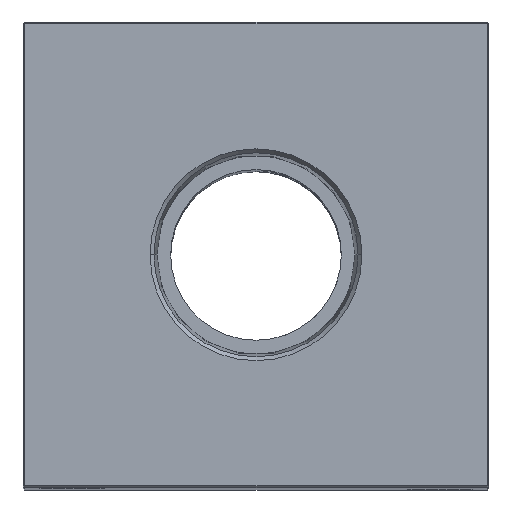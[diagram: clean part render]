
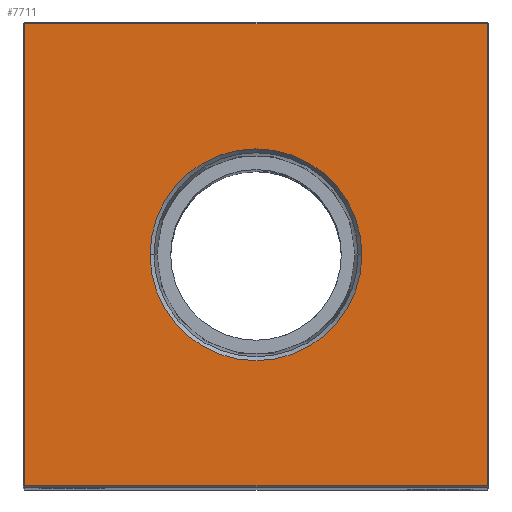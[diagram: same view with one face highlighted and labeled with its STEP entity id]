
A CAD part, top view. The second image highlights one B-rep face of the part: STEP entity #7711.
In plain terms, the highlighted planar face has unit normal (0, 0, 1).
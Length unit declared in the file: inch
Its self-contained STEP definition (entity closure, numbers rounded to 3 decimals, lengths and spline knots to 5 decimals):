
#1537 = VECTOR ( 'NONE', #32451, 39.37008 ) ;
#2116 = CARTESIAN_POINT ( 'NONE',  ( -1.49, 1.49, 9.25 ) ) ;
#2522 = CARTESIAN_POINT ( 'NONE',  ( 1.49, 0., 9.25 ) ) ;
#2790 = CARTESIAN_POINT ( 'NONE',  ( -0.68248, 0., 9.25 ) ) ;
#2851 = VERTEX_POINT ( 'NONE', #2790 ) ;
#3362 = DIRECTION ( 'NONE',  ( -1., 0., 0. ) ) ;
#3720 = CARTESIAN_POINT ( 'NONE',  ( 0.68248, 0., 9.25 ) ) ;
#4170 = VERTEX_POINT ( 'NONE', #2116 ) ;
#4226 = VERTEX_POINT ( 'NONE', #20543 ) ;
#4625 = DIRECTION ( 'NONE',  ( 0., 0., 1. ) ) ;
#5681 = ORIENTED_EDGE ( 'NONE', *, *, #23604, .F. ) ;
#7414 = DIRECTION ( 'NONE',  ( 1., 0., 0. ) ) ;
#7711 = ADVANCED_FACE ( 'NONE', ( #22651, #32675 ), #9737, .F. ) ;
#8214 = VERTEX_POINT ( 'NONE', #3720 ) ;
#8272 = VERTEX_POINT ( 'NONE', #27402 ) ;
#8399 = ORIENTED_EDGE ( 'NONE', *, *, #28255, .F. ) ;
#9337 = DIRECTION ( 'NONE',  ( 1., 0., 0. ) ) ;
#9670 = CIRCLE ( 'NONE', #28545, 0.68248 ) ;
#9737 = PLANE ( 'NONE',  #15911 ) ;
#10392 = ORIENTED_EDGE ( 'NONE', *, *, #27842, .T. ) ;
#12048 = LINE ( 'NONE', #22411, #1537 ) ;
#12599 = CARTESIAN_POINT ( 'NONE',  ( 0., 0., 9.25 ) ) ;
#12845 = DIRECTION ( 'NONE',  ( 0., 1., 0. ) ) ;
#14247 = EDGE_LOOP ( 'NONE', ( #10392, #23306, #23471, #28472 ) ) ;
#14535 = VECTOR ( 'NONE', #3362, 39.37008 ) ;
#14939 = DIRECTION ( 'NONE',  ( 1., 0., 0. ) ) ;
#15260 = VECTOR ( 'NONE', #12845, 39.37008 ) ;
#15674 = AXIS2_PLACEMENT_3D ( 'NONE', #27799, #4625, #14939 ) ;
#15911 = AXIS2_PLACEMENT_3D ( 'NONE', #12599, #22973, #32977 ) ;
#16195 = LINE ( 'NONE', #26539, #14535 ) ;
#17119 = EDGE_LOOP ( 'NONE', ( #8399, #5681 ) ) ;
#18832 = CARTESIAN_POINT ( 'NONE',  ( -1.49, -1.49, 9.25 ) ) ;
#20322 = LINE ( 'NONE', #30514, #20448 ) ;
#20448 = VECTOR ( 'NONE', #7414, 39.37008 ) ;
#20543 = CARTESIAN_POINT ( 'NONE',  ( 1.49, 1.49, 9.25 ) ) ;
#22234 = CARTESIAN_POINT ( 'NONE',  ( 0., 0., 9.25 ) ) ;
#22411 = CARTESIAN_POINT ( 'NONE',  ( -1.49, 0., 9.25 ) ) ;
#22651 = FACE_OUTER_BOUND ( 'NONE', #14247, .T. ) ;
#22973 = DIRECTION ( 'NONE',  ( 0., 0., -1. ) ) ;
#23306 = ORIENTED_EDGE ( 'NONE', *, *, #27885, .T. ) ;
#23471 = ORIENTED_EDGE ( 'NONE', *, *, #29016, .T. ) ;
#23604 = EDGE_CURVE ( 'NONE', #2851, #8214, #30205, .T. ) ;
#25729 = LINE ( 'NONE', #2522, #15260 ) ;
#26539 = CARTESIAN_POINT ( 'NONE',  ( 0., 1.49, 9.25 ) ) ;
#27402 = CARTESIAN_POINT ( 'NONE',  ( 1.49, -1.49, 9.25 ) ) ;
#27799 = CARTESIAN_POINT ( 'NONE',  ( 0., 0., 9.25 ) ) ;
#27842 = EDGE_CURVE ( 'NONE', #4170, #32031, #12048, .T. ) ;
#27885 = EDGE_CURVE ( 'NONE', #32031, #8272, #20322, .T. ) ;
#28255 = EDGE_CURVE ( 'NONE', #8214, #2851, #9670, .T. ) ;
#28450 = EDGE_CURVE ( 'NONE', #4226, #4170, #16195, .T. ) ;
#28472 = ORIENTED_EDGE ( 'NONE', *, *, #28450, .T. ) ;
#28545 = AXIS2_PLACEMENT_3D ( 'NONE', #22234, #32297, #9337 ) ;
#29016 = EDGE_CURVE ( 'NONE', #8272, #4226, #25729, .T. ) ;
#30205 = CIRCLE ( 'NONE', #15674, 0.68248 ) ;
#30514 = CARTESIAN_POINT ( 'NONE',  ( 0., -1.49, 9.25 ) ) ;
#32031 = VERTEX_POINT ( 'NONE', #18832 ) ;
#32297 = DIRECTION ( 'NONE',  ( 0., 0., 1. ) ) ;
#32451 = DIRECTION ( 'NONE',  ( 0., -1., 0. ) ) ;
#32675 = FACE_BOUND ( 'NONE', #17119, .T. ) ;
#32977 = DIRECTION ( 'NONE',  ( -1., 0., 0. ) ) ;
